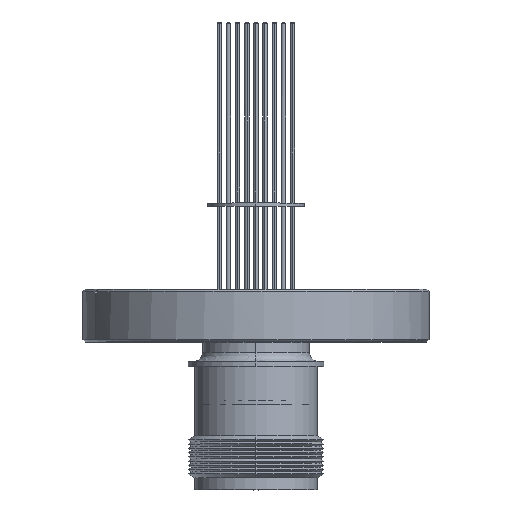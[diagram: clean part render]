
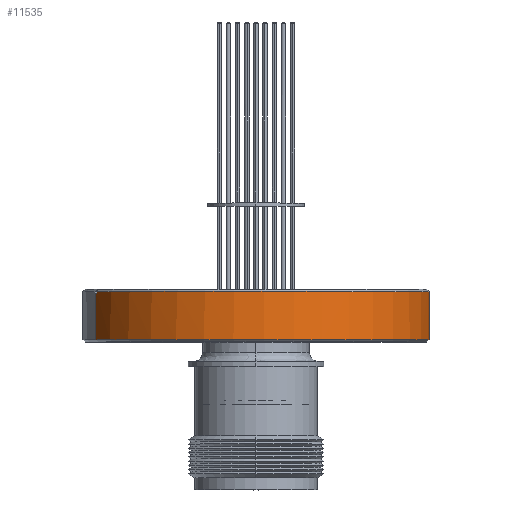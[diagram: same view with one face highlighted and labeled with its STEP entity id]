
A CAD part, top view. The second image highlights one B-rep face of the part: STEP entity #11535.
In plain terms, the highlighted cylindrical face has radius 56.769 mm (diameter 113.538 mm), a partial arc.
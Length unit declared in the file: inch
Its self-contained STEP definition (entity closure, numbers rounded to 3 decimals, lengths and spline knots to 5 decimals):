
#1078 = AXIS2_PLACEMENT_3D ( 'NONE', #1374, #1372, #1370 ) ;
#1370 = DIRECTION ( 'NONE',  ( -0.924, 0., 0.383 ) ) ;
#1372 = DIRECTION ( 'NONE',  ( 0., 1., 0. ) ) ;
#1374 = CARTESIAN_POINT ( 'NONE',  ( 0., 0., 0. ) ) ;
#2220 = CARTESIAN_POINT ( 'NONE',  ( 0., -0.59, 0. ) ) ;
#2221 = DIRECTION ( 'NONE',  ( 0., 1., 0. ) ) ;
#2222 = DIRECTION ( 'NONE',  ( -0.924, 0., 0.383 ) ) ;
#3027 = VERTEX_POINT ( 'NONE', #13252 ) ;
#3128 = VERTEX_POINT ( 'NONE', #4313 ) ;
#3132 = VERTEX_POINT ( 'NONE', #4303 ) ;
#3133 = VERTEX_POINT ( 'NONE', #4299 ) ;
#3134 = VERTEX_POINT ( 'NONE', #4298 ) ;
#3136 = VERTEX_POINT ( 'NONE', #4293 ) ;
#3137 = VERTEX_POINT ( 'NONE', #4289 ) ;
#3895 = CARTESIAN_POINT ( 'NONE',  ( -2.05281, 0.009, 0.88386 ) ) ;
#4139 = EDGE_LOOP ( 'NONE', ( #6473, #6472, #6471, #6470, #6469, #6468, #6467, #6466 ) ) ;
#4289 = CARTESIAN_POINT ( 'NONE',  ( -2.06487, 0.009, 0.8553 ) ) ;
#4293 = CARTESIAN_POINT ( 'NONE',  ( 2.07654, 0.009, -0.82657 ) ) ;
#4298 = CARTESIAN_POINT ( 'NONE',  ( 2.06487, 0.009, -0.8553 ) ) ;
#4299 = CARTESIAN_POINT ( 'NONE',  ( 2.06487, -0.59, -0.8553 ) ) ;
#4303 = CARTESIAN_POINT ( 'NONE',  ( -2.06487, -0.59, 0.8553 ) ) ;
#4313 = CARTESIAN_POINT ( 'NONE',  ( 2.07654, 0.03, -0.82657 ) ) ;
#6069 = CARTESIAN_POINT ( 'NONE',  ( 2.06487, 0., -0.8553 ) ) ;
#6070 = DIRECTION ( 'NONE',  ( 0., 1., 0. ) ) ;
#6079 = CARTESIAN_POINT ( 'NONE',  ( 0., 0.009, 0. ) ) ;
#6080 = DIRECTION ( 'NONE',  ( 0., 1., 0. ) ) ;
#6081 = DIRECTION ( 'NONE',  ( 0.924, 0., -0.383 ) ) ;
#6085 = CARTESIAN_POINT ( 'NONE',  ( 2.07654, 0., -0.82657 ) ) ;
#6086 = DIRECTION ( 'NONE',  ( 0., -1., 0. ) ) ;
#6091 = CARTESIAN_POINT ( 'NONE',  ( -2.05281, 0., 0.88386 ) ) ;
#6093 = CARTESIAN_POINT ( 'NONE',  ( 0., 0.03, 0. ) ) ;
#6094 = DIRECTION ( 'NONE',  ( 0., 1., 0. ) ) ;
#6095 = DIRECTION ( 'NONE',  ( -0.924, 0., 0.383 ) ) ;
#6096 = DIRECTION ( 'NONE',  ( 0., 1., 0. ) ) ;
#6102 = CARTESIAN_POINT ( 'NONE',  ( 0., 0.009, 0. ) ) ;
#6103 = DIRECTION ( 'NONE',  ( 0., 1., 0. ) ) ;
#6104 = DIRECTION ( 'NONE',  ( 0.924, 0., -0.383 ) ) ;
#6105 = CARTESIAN_POINT ( 'NONE',  ( -2.06487, 0., 0.8553 ) ) ;
#6106 = DIRECTION ( 'NONE',  ( 0., 1., 0. ) ) ;
#6466 = ORIENTED_EDGE ( 'NONE', *, *, #17501, .F. ) ;
#6467 = ORIENTED_EDGE ( 'NONE', *, *, #17499, .F. ) ;
#6468 = ORIENTED_EDGE ( 'NONE', *, *, #17497, .F. ) ;
#6469 = ORIENTED_EDGE ( 'NONE', *, *, #17495, .F. ) ;
#6470 = ORIENTED_EDGE ( 'NONE', *, *, #17493, .F. ) ;
#6471 = ORIENTED_EDGE ( 'NONE', *, *, #17490, .F. ) ;
#6472 = ORIENTED_EDGE ( 'NONE', *, *, #17489, .T. ) ;
#6473 = ORIENTED_EDGE ( 'NONE', *, *, #12811, .T. ) ;
#8383 = AXIS2_PLACEMENT_3D ( 'NONE', #6079, #6080, #6081 ) ;
#8388 = AXIS2_PLACEMENT_3D ( 'NONE', #6093, #6094, #6095 ) ;
#8390 = AXIS2_PLACEMENT_3D ( 'NONE', #6102, #6103, #6104 ) ;
#10155 = LINE ( 'NONE', #6069, #10157 ) ;
#10156 = CIRCLE ( 'NONE', #8383, 2.235 ) ;
#10157 = VECTOR ( 'NONE', #6070, 39.37008 ) ;
#10160 = LINE ( 'NONE', #6085, #10163 ) ;
#10163 = VECTOR ( 'NONE', #6086, 39.37008 ) ;
#10164 = CIRCLE ( 'NONE', #8388, 2.235 ) ;
#10165 = LINE ( 'NONE', #6091, #10169 ) ;
#10169 = VECTOR ( 'NONE', #6096, 39.37008 ) ;
#10170 = CIRCLE ( 'NONE', #8390, 2.235 ) ;
#10172 = LINE ( 'NONE', #6105, #10175 ) ;
#10175 = VECTOR ( 'NONE', #6106, 39.37008 ) ;
#11339 = VERTEX_POINT ( 'NONE', #3895 ) ;
#11535 = ADVANCED_FACE ( 'NONE', ( #12683 ), #12682, .T. ) ;
#12210 = AXIS2_PLACEMENT_3D ( 'NONE', #2220, #2221, #2222 ) ;
#12682 = CYLINDRICAL_SURFACE ( 'NONE', #1078, 2.235 ) ;
#12683 = FACE_OUTER_BOUND ( 'NONE', #4139, .T. ) ;
#12811 = EDGE_CURVE ( 'NONE', #3132, #3133, #13757, .T. ) ;
#13252 = CARTESIAN_POINT ( 'NONE',  ( -2.05281, 0.03, 0.88386 ) ) ;
#13757 = CIRCLE ( 'NONE', #12210, 2.235 ) ;
#17489 = EDGE_CURVE ( 'NONE', #3133, #3134, #10155, .T. ) ;
#17490 = EDGE_CURVE ( 'NONE', #3136, #3134, #10156, .T. ) ;
#17493 = EDGE_CURVE ( 'NONE', #3128, #3136, #10160, .T. ) ;
#17495 = EDGE_CURVE ( 'NONE', #3027, #3128, #10164, .T. ) ;
#17497 = EDGE_CURVE ( 'NONE', #11339, #3027, #10165, .T. ) ;
#17499 = EDGE_CURVE ( 'NONE', #3137, #11339, #10170, .T. ) ;
#17501 = EDGE_CURVE ( 'NONE', #3132, #3137, #10172, .T. ) ;
